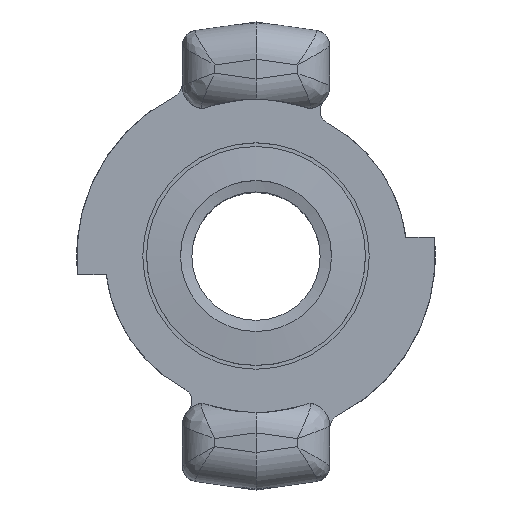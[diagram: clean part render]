
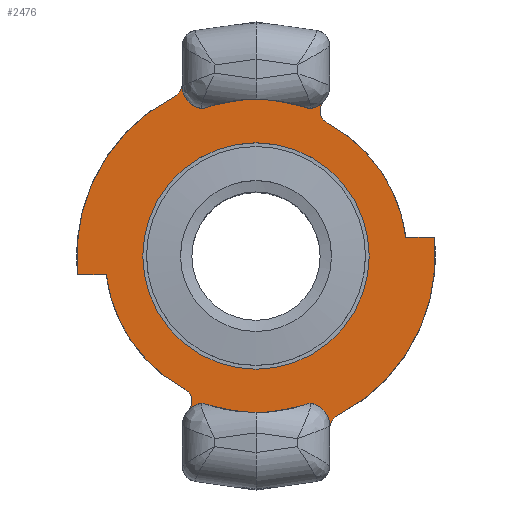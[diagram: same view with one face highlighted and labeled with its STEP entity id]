
A CAD part, top view. The second image highlights one B-rep face of the part: STEP entity #2476.
In plain terms, the highlighted planar face has unit normal (0, 0, 1).
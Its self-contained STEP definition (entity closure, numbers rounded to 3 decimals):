
#101=FACE_BOUND('',#436,.T.);
#114=PLANE('',#2717);
#292=FACE_OUTER_BOUND('',#435,.T.);
#435=EDGE_LOOP('',(#1794,#1795,#1796,#1797,#1798,#1799,#1800,#1801,#1802,
#1803,#1804,#1805,#1806,#1807,#1808,#1809,#1810,#1811));
#436=EDGE_LOOP('',(#1812,#1813));
#574=LINE('',#4423,#698);
#575=LINE('',#4427,#699);
#576=LINE('',#4433,#700);
#577=LINE('',#4441,#701);
#578=LINE('',#4445,#702);
#579=LINE('',#4451,#703);
#698=VECTOR('',#3190,10.);
#699=VECTOR('',#3193,10.);
#700=VECTOR('',#3198,10.);
#701=VECTOR('',#3205,10.);
#702=VECTOR('',#3208,10.);
#703=VECTOR('',#3213,10.);
#852=CIRCLE('',#2718,25.5);
#853=CIRCLE('',#2719,2.);
#854=CIRCLE('',#2720,23.75);
#855=CIRCLE('',#2721,20.);
#856=CIRCLE('',#2722,1.835);
#857=CIRCLE('',#2723,3.);
#858=CIRCLE('',#2724,25.5);
#859=CIRCLE('',#2725,2.);
#860=CIRCLE('',#2726,23.75);
#861=CIRCLE('',#2727,20.);
#862=CIRCLE('',#2728,1.835);
#863=CIRCLE('',#2729,3.);
#864=CIRCLE('',#2730,15.);
#865=CIRCLE('',#2731,15.);
#1059=VERTEX_POINT('',#4421);
#1060=VERTEX_POINT('',#4422);
#1061=VERTEX_POINT('',#4424);
#1062=VERTEX_POINT('',#4426);
#1063=VERTEX_POINT('',#4428);
#1064=VERTEX_POINT('',#4430);
#1065=VERTEX_POINT('',#4432);
#1066=VERTEX_POINT('',#4434);
#1067=VERTEX_POINT('',#4436);
#1068=VERTEX_POINT('',#4438);
#1069=VERTEX_POINT('',#4440);
#1070=VERTEX_POINT('',#4442);
#1071=VERTEX_POINT('',#4444);
#1072=VERTEX_POINT('',#4446);
#1073=VERTEX_POINT('',#4448);
#1074=VERTEX_POINT('',#4450);
#1075=VERTEX_POINT('',#4452);
#1076=VERTEX_POINT('',#4454);
#1077=VERTEX_POINT('',#4457);
#1078=VERTEX_POINT('',#4458);
#1334=EDGE_CURVE('',#1059,#1060,#574,.T.);
#1335=EDGE_CURVE('',#1059,#1061,#852,.T.);
#1336=EDGE_CURVE('',#1062,#1061,#575,.T.);
#1337=EDGE_CURVE('',#1063,#1062,#853,.T.);
#1338=EDGE_CURVE('',#1064,#1063,#854,.T.);
#1339=EDGE_CURVE('',#1065,#1064,#576,.T.);
#1340=EDGE_CURVE('',#1066,#1065,#855,.T.);
#1341=EDGE_CURVE('',#1067,#1066,#856,.T.);
#1342=EDGE_CURVE('',#1068,#1067,#857,.T.);
#1343=EDGE_CURVE('',#1069,#1068,#577,.T.);
#1344=EDGE_CURVE('',#1069,#1070,#858,.T.);
#1345=EDGE_CURVE('',#1071,#1070,#578,.T.);
#1346=EDGE_CURVE('',#1072,#1071,#859,.T.);
#1347=EDGE_CURVE('',#1073,#1072,#860,.T.);
#1348=EDGE_CURVE('',#1074,#1073,#579,.T.);
#1349=EDGE_CURVE('',#1075,#1074,#861,.T.);
#1350=EDGE_CURVE('',#1076,#1075,#862,.T.);
#1351=EDGE_CURVE('',#1060,#1076,#863,.T.);
#1352=EDGE_CURVE('',#1077,#1078,#864,.T.);
#1353=EDGE_CURVE('',#1078,#1077,#865,.T.);
#1794=ORIENTED_EDGE('',*,*,#1334,.F.);
#1795=ORIENTED_EDGE('',*,*,#1335,.T.);
#1796=ORIENTED_EDGE('',*,*,#1336,.F.);
#1797=ORIENTED_EDGE('',*,*,#1337,.F.);
#1798=ORIENTED_EDGE('',*,*,#1338,.F.);
#1799=ORIENTED_EDGE('',*,*,#1339,.F.);
#1800=ORIENTED_EDGE('',*,*,#1340,.F.);
#1801=ORIENTED_EDGE('',*,*,#1341,.F.);
#1802=ORIENTED_EDGE('',*,*,#1342,.F.);
#1803=ORIENTED_EDGE('',*,*,#1343,.F.);
#1804=ORIENTED_EDGE('',*,*,#1344,.T.);
#1805=ORIENTED_EDGE('',*,*,#1345,.F.);
#1806=ORIENTED_EDGE('',*,*,#1346,.F.);
#1807=ORIENTED_EDGE('',*,*,#1347,.F.);
#1808=ORIENTED_EDGE('',*,*,#1348,.F.);
#1809=ORIENTED_EDGE('',*,*,#1349,.F.);
#1810=ORIENTED_EDGE('',*,*,#1350,.F.);
#1811=ORIENTED_EDGE('',*,*,#1351,.F.);
#1812=ORIENTED_EDGE('',*,*,#1352,.F.);
#1813=ORIENTED_EDGE('',*,*,#1353,.F.);
#2476=ADVANCED_FACE('',(#292,#101),#114,.F.);
#2717=AXIS2_PLACEMENT_3D('',#4420,#3188,#3189);
#2718=AXIS2_PLACEMENT_3D('',#4425,#3191,#3192);
#2719=AXIS2_PLACEMENT_3D('',#4429,#3194,#3195);
#2720=AXIS2_PLACEMENT_3D('',#4431,#3196,#3197);
#2721=AXIS2_PLACEMENT_3D('',#4435,#3199,#3200);
#2722=AXIS2_PLACEMENT_3D('',#4437,#3201,#3202);
#2723=AXIS2_PLACEMENT_3D('',#4439,#3203,#3204);
#2724=AXIS2_PLACEMENT_3D('',#4443,#3206,#3207);
#2725=AXIS2_PLACEMENT_3D('',#4447,#3209,#3210);
#2726=AXIS2_PLACEMENT_3D('',#4449,#3211,#3212);
#2727=AXIS2_PLACEMENT_3D('',#4453,#3214,#3215);
#2728=AXIS2_PLACEMENT_3D('',#4455,#3216,#3217);
#2729=AXIS2_PLACEMENT_3D('',#4456,#3218,#3219);
#2730=AXIS2_PLACEMENT_3D('',#4459,#3220,#3221);
#2731=AXIS2_PLACEMENT_3D('',#4460,#3222,#3223);
#3188=DIRECTION('center_axis',(0.,0.,-1.));
#3189=DIRECTION('ref_axis',(-1.,0.,0.));
#3190=DIRECTION('',(0.,-1.,0.));
#3191=DIRECTION('center_axis',(0.,0.,1.));
#3192=DIRECTION('ref_axis',(0.,1.,0.));
#3193=DIRECTION('',(0.,1.,0.));
#3194=DIRECTION('center_axis',(0.,0.,1.));
#3195=DIRECTION('ref_axis',(0.853,-0.521,0.));
#3196=DIRECTION('center_axis',(0.,0.,-1.));
#3197=DIRECTION('ref_axis',(-0.411,0.912,0.));
#3198=DIRECTION('',(-1.,0.,0.));
#3199=DIRECTION('center_axis',(0.,0.,-1.));
#3200=DIRECTION('ref_axis',(-1.,0.,0.));
#3201=DIRECTION('center_axis',(0.,0.,1.));
#3202=DIRECTION('ref_axis',(0.741,-0.671,0.));
#3203=DIRECTION('center_axis',(0.,0.,-1.));
#3204=DIRECTION('ref_axis',(-0.755,0.656,0.));
#3205=DIRECTION('',(0.,1.,0.));
#3206=DIRECTION('center_axis',(0.,0.,1.));
#3207=DIRECTION('ref_axis',(0.,1.,0.));
#3208=DIRECTION('',(0.,-1.,0.));
#3209=DIRECTION('center_axis',(0.,0.,1.));
#3210=DIRECTION('ref_axis',(-0.853,0.521,0.));
#3211=DIRECTION('center_axis',(0.,0.,-1.));
#3212=DIRECTION('ref_axis',(0.411,-0.912,0.));
#3213=DIRECTION('',(1.,0.,0.));
#3214=DIRECTION('center_axis',(0.,0.,-1.));
#3215=DIRECTION('ref_axis',(-1.,0.,0.));
#3216=DIRECTION('center_axis',(0.,0.,1.));
#3217=DIRECTION('ref_axis',(-0.741,0.671,0.));
#3218=DIRECTION('center_axis',(0.,0.,-1.));
#3219=DIRECTION('ref_axis',(0.755,-0.656,0.));
#3220=DIRECTION('center_axis',(0.,0.,1.));
#3221=DIRECTION('ref_axis',(0.,1.,0.));
#3222=DIRECTION('center_axis',(0.,0.,1.));
#3223=DIRECTION('ref_axis',(0.,1.,0.));
#4420=CARTESIAN_POINT('Origin',(0.,20.25,-5.114));
#4421=CARTESIAN_POINT('',(9.75,23.562,-5.114));
#4422=CARTESIAN_POINT('',(9.75,22.478,-5.114));
#4423=CARTESIAN_POINT('',(9.75,25.625,-5.114));
#4424=CARTESIAN_POINT('',(-9.75,23.562,-5.114));
#4425=CARTESIAN_POINT('Origin',(0.,0.,-5.114));
#4426=CARTESIAN_POINT('',(-9.75,22.913,-5.114));
#4427=CARTESIAN_POINT('',(-9.75,-5.375,-5.114));
#4428=CARTESIAN_POINT('',(-10.837,21.133,-5.114));
#4429=CARTESIAN_POINT('Origin',(-11.75,22.913,-5.114));
#4430=CARTESIAN_POINT('',(-23.618,-2.5,-5.114));
#4431=CARTESIAN_POINT('Origin',(0.,0.,-5.114));
#4432=CARTESIAN_POINT('',(-19.843,-2.5,-5.114));
#4433=CARTESIAN_POINT('',(0.,-2.5,-5.114));
#4434=CARTESIAN_POINT('',(-9.466,-17.618,-5.114));
#4435=CARTESIAN_POINT('Origin',(0.,0.,-5.114));
#4436=CARTESIAN_POINT('',(-8.974,-20.465,-5.114));
#4437=CARTESIAN_POINT('Origin',(-10.335,-19.234,-5.114));
#4438=CARTESIAN_POINT('',(-9.75,-22.478,-5.114));
#4439=CARTESIAN_POINT('Origin',(-6.75,-22.478,-5.114));
#4440=CARTESIAN_POINT('',(-9.75,-23.562,-5.114));
#4441=CARTESIAN_POINT('',(-9.75,-5.375,-5.114));
#4442=CARTESIAN_POINT('',(9.75,-23.562,-5.114));
#4443=CARTESIAN_POINT('Origin',(0.,0.,-5.114));
#4444=CARTESIAN_POINT('',(9.75,-22.913,-5.114));
#4445=CARTESIAN_POINT('',(9.75,25.625,-5.114));
#4446=CARTESIAN_POINT('',(10.837,-21.133,-5.114));
#4447=CARTESIAN_POINT('Origin',(11.75,-22.913,-5.114));
#4448=CARTESIAN_POINT('',(23.618,2.5,-5.114));
#4449=CARTESIAN_POINT('Origin',(0.,0.,-5.114));
#4450=CARTESIAN_POINT('',(19.843,2.5,-5.114));
#4451=CARTESIAN_POINT('',(0.,2.5,-5.114));
#4452=CARTESIAN_POINT('',(9.466,17.618,-5.114));
#4453=CARTESIAN_POINT('Origin',(0.,0.,-5.114));
#4454=CARTESIAN_POINT('',(8.974,20.465,-5.114));
#4455=CARTESIAN_POINT('Origin',(10.335,19.234,-5.114));
#4456=CARTESIAN_POINT('Origin',(6.75,22.478,-5.114));
#4457=CARTESIAN_POINT('',(0.,15.,-5.114));
#4458=CARTESIAN_POINT('',(0.,-15.,-5.114));
#4459=CARTESIAN_POINT('Origin',(0.,0.,-5.114));
#4460=CARTESIAN_POINT('Origin',(0.,0.,-5.114));
